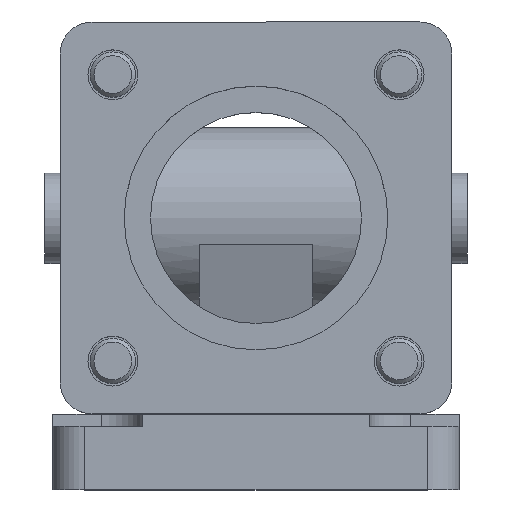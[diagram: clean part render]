
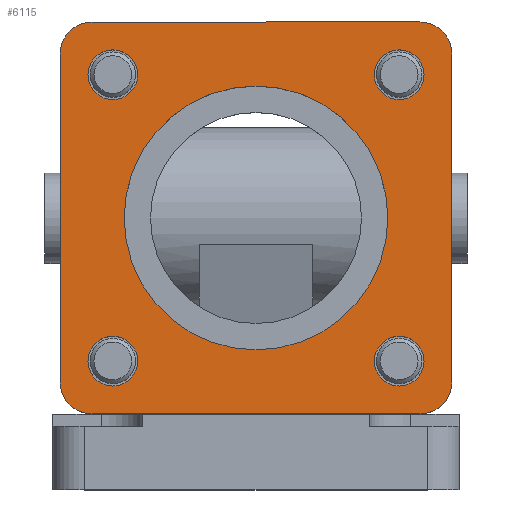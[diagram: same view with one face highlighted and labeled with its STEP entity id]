
A CAD part, top view. The second image highlights one B-rep face of the part: STEP entity #6115.
In plain terms, the highlighted face is planar.
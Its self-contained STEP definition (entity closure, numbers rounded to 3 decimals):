
#41 = CARTESIAN_POINT ( 'NONE',  ( 0., 19., -19. ) ) ;
#102 = CARTESIAN_POINT ( 'NONE',  ( 0., -26., 21.75 ) ) ;
#363 = PLANE ( 'NONE',  #6187 ) ;
#524 = VERTEX_POINT ( 'NONE', #102 ) ;
#537 = EDGE_CURVE ( 'NONE', #1068, #524, #5052, .T. ) ;
#585 = ORIENTED_EDGE ( 'NONE', *, *, #3183, .F. ) ;
#718 = AXIS2_PLACEMENT_3D ( 'NONE', #739, #6486, #1743 ) ;
#739 = CARTESIAN_POINT ( 'NONE',  ( 0., -21.75, 21.75 ) ) ;
#775 = DIRECTION ( 'NONE',  ( 0., 0., -1. ) ) ;
#789 = FACE_OUTER_BOUND ( 'NONE', #1702, .T. ) ;
#831 = ORIENTED_EDGE ( 'NONE', *, *, #2945, .T. ) ;
#846 = DIRECTION ( 'NONE',  ( 0., 0., -1. ) ) ;
#878 = EDGE_CURVE ( 'NONE', #524, #2590, #1416, .T. ) ;
#975 = LINE ( 'NONE', #2585, #3892 ) ;
#1033 = ORIENTED_EDGE ( 'NONE', *, *, #5283, .F. ) ;
#1055 = CARTESIAN_POINT ( 'NONE',  ( 0., -19., -22.3 ) ) ;
#1068 = VERTEX_POINT ( 'NONE', #3399 ) ;
#1123 = CARTESIAN_POINT ( 'NONE',  ( 0., -21.75, -26. ) ) ;
#1136 = DIRECTION ( 'NONE',  ( 0., 0., -1. ) ) ;
#1164 = CARTESIAN_POINT ( 'NONE',  ( 0., 21.75, -26. ) ) ;
#1202 = CARTESIAN_POINT ( 'NONE',  ( 0., 26., -21.75 ) ) ;
#1233 = CIRCLE ( 'NONE', #5681, 4.25 ) ;
#1374 = FACE_BOUND ( 'NONE', #6145, .T. ) ;
#1416 = LINE ( 'NONE', #6679, #4825 ) ;
#1665 = AXIS2_PLACEMENT_3D ( 'NONE', #41, #4284, #3675 ) ;
#1702 = EDGE_LOOP ( 'NONE', ( #6056, #3454, #5619, #4013, #5265, #831, #5824, #4338 ) ) ;
#1743 = DIRECTION ( 'NONE',  ( 0., 0., 1. ) ) ;
#1808 = DIRECTION ( 'NONE',  ( 1., 0., 0. ) ) ;
#1809 = EDGE_LOOP ( 'NONE', ( #3077 ) ) ;
#1816 = DIRECTION ( 'NONE',  ( 1., 0., 0. ) ) ;
#1858 = VERTEX_POINT ( 'NONE', #3972 ) ;
#1866 = CIRCLE ( 'NONE', #5760, 3.3 ) ;
#1878 = VERTEX_POINT ( 'NONE', #4214 ) ;
#1929 = CARTESIAN_POINT ( 'NONE',  ( 0., -19., 19. ) ) ;
#1965 = DIRECTION ( 'NONE',  ( 1., 0., 0. ) ) ;
#1971 = VERTEX_POINT ( 'NONE', #6736 ) ;
#2134 = DIRECTION ( 'NONE',  ( 0., -1., 0. ) ) ;
#2396 = LINE ( 'NONE', #3502, #4667 ) ;
#2492 = DIRECTION ( 'NONE',  ( 1., 0., 0. ) ) ;
#2522 = FACE_BOUND ( 'NONE', #4448, .T. ) ;
#2556 = DIRECTION ( 'NONE',  ( 1., 0., 0. ) ) ;
#2584 = AXIS2_PLACEMENT_3D ( 'NONE', #1929, #1965, #3966 ) ;
#2585 = CARTESIAN_POINT ( 'NONE',  ( 0., -21.75, -26. ) ) ;
#2590 = VERTEX_POINT ( 'NONE', #4188 ) ;
#2617 = VERTEX_POINT ( 'NONE', #1202 ) ;
#2639 = CARTESIAN_POINT ( 'NONE',  ( 0., -19., -19. ) ) ;
#2660 = CARTESIAN_POINT ( 'NONE',  ( 0., -21.75, -21.75 ) ) ;
#2665 = DIRECTION ( 'NONE',  ( 0., 0., 1. ) ) ;
#2892 = VERTEX_POINT ( 'NONE', #1123 ) ;
#2921 = DIRECTION ( 'NONE',  ( 1., 0., 0. ) ) ;
#2945 = EDGE_CURVE ( 'NONE', #5714, #2617, #6082, .T. ) ;
#2989 = DIRECTION ( 'NONE',  ( 0., 0., -1. ) ) ;
#3077 = ORIENTED_EDGE ( 'NONE', *, *, #6799, .F. ) ;
#3177 = CARTESIAN_POINT ( 'NONE',  ( 0., 19., 19. ) ) ;
#3183 = EDGE_CURVE ( 'NONE', #4574, #4574, #1866, .T. ) ;
#3218 = VERTEX_POINT ( 'NONE', #1055 ) ;
#3399 = CARTESIAN_POINT ( 'NONE',  ( 0., -21.75, 26. ) ) ;
#3431 = FACE_BOUND ( 'NONE', #6310, .T. ) ;
#3454 = ORIENTED_EDGE ( 'NONE', *, *, #537, .T. ) ;
#3502 = CARTESIAN_POINT ( 'NONE',  ( 0., 21.75, 26. ) ) ;
#3525 = FACE_BOUND ( 'NONE', #1809, .T. ) ;
#3629 = LINE ( 'NONE', #3663, #4083 ) ;
#3663 = CARTESIAN_POINT ( 'NONE',  ( 0., 26., -21.75 ) ) ;
#3675 = DIRECTION ( 'NONE',  ( 0., 0., -1. ) ) ;
#3684 = DIRECTION ( 'NONE',  ( 0., 1., 0. ) ) ;
#3697 = VERTEX_POINT ( 'NONE', #4171 ) ;
#3744 = DIRECTION ( 'NONE',  ( 0., 0., -1. ) ) ;
#3850 = CARTESIAN_POINT ( 'NONE',  ( 0., 21.75, 26. ) ) ;
#3865 = AXIS2_PLACEMENT_3D ( 'NONE', #6377, #6442, #3744 ) ;
#3892 = VECTOR ( 'NONE', #3684, 1000. ) ;
#3940 = AXIS2_PLACEMENT_3D ( 'NONE', #5485, #2921, #5856 ) ;
#3966 = DIRECTION ( 'NONE',  ( 0., 0., -1. ) ) ;
#3972 = CARTESIAN_POINT ( 'NONE',  ( 0., 19., -22.3 ) ) ;
#4013 = ORIENTED_EDGE ( 'NONE', *, *, #4176, .T. ) ;
#4072 = EDGE_CURVE ( 'NONE', #1971, #1971, #5800, .T. ) ;
#4083 = VECTOR ( 'NONE', #2665, 1000. ) ;
#4171 = CARTESIAN_POINT ( 'NONE',  ( 0., 0., -17.5 ) ) ;
#4176 = EDGE_CURVE ( 'NONE', #2590, #2892, #1233, .T. ) ;
#4188 = CARTESIAN_POINT ( 'NONE',  ( 0., -26., -21.75 ) ) ;
#4214 = CARTESIAN_POINT ( 'NONE',  ( 0., 26., 21.75 ) ) ;
#4284 = DIRECTION ( 'NONE',  ( 1., 0., 0. ) ) ;
#4338 = ORIENTED_EDGE ( 'NONE', *, *, #6676, .T. ) ;
#4399 = DIRECTION ( 'NONE',  ( 0., 0., -1. ) ) ;
#4436 = EDGE_CURVE ( 'NONE', #2892, #5714, #975, .T. ) ;
#4448 = EDGE_LOOP ( 'NONE', ( #1033 ) ) ;
#4574 = VERTEX_POINT ( 'NONE', #5647 ) ;
#4667 = VECTOR ( 'NONE', #6537, 1000. ) ;
#4693 = EDGE_CURVE ( 'NONE', #1858, #1858, #5231, .T. ) ;
#4780 = DIRECTION ( 'NONE',  ( 1., 0., 0. ) ) ;
#4825 = VECTOR ( 'NONE', #2989, 1000. ) ;
#4968 = ORIENTED_EDGE ( 'NONE', *, *, #4072, .F. ) ;
#4971 = VERTEX_POINT ( 'NONE', #3850 ) ;
#5039 = EDGE_LOOP ( 'NONE', ( #5186 ) ) ;
#5052 = CIRCLE ( 'NONE', #718, 4.25 ) ;
#5186 = ORIENTED_EDGE ( 'NONE', *, *, #4693, .F. ) ;
#5231 = CIRCLE ( 'NONE', #1665, 3.3 ) ;
#5265 = ORIENTED_EDGE ( 'NONE', *, *, #4436, .T. ) ;
#5283 = EDGE_CURVE ( 'NONE', #3697, #3697, #6848, .T. ) ;
#5485 = CARTESIAN_POINT ( 'NONE',  ( 0., 21.75, 21.75 ) ) ;
#5506 = CIRCLE ( 'NONE', #3940, 4.25 ) ;
#5599 = EDGE_CURVE ( 'NONE', #4971, #1068, #2396, .T. ) ;
#5612 = CARTESIAN_POINT ( 'NONE',  ( 0., -21.75, 21.75 ) ) ;
#5619 = ORIENTED_EDGE ( 'NONE', *, *, #878, .T. ) ;
#5644 = AXIS2_PLACEMENT_3D ( 'NONE', #6618, #1816, #775 ) ;
#5647 = CARTESIAN_POINT ( 'NONE',  ( 0., 19., 15.7 ) ) ;
#5681 = AXIS2_PLACEMENT_3D ( 'NONE', #2660, #2556, #2134 ) ;
#5714 = VERTEX_POINT ( 'NONE', #1164 ) ;
#5760 = AXIS2_PLACEMENT_3D ( 'NONE', #3177, #1808, #4399 ) ;
#5800 = CIRCLE ( 'NONE', #2584, 3.3 ) ;
#5824 = ORIENTED_EDGE ( 'NONE', *, *, #6164, .T. ) ;
#5856 = DIRECTION ( 'NONE',  ( 0., 1., 0. ) ) ;
#5952 = CIRCLE ( 'NONE', #6478, 3.3 ) ;
#6056 = ORIENTED_EDGE ( 'NONE', *, *, #5599, .T. ) ;
#6082 = CIRCLE ( 'NONE', #5644, 4.25 ) ;
#6115 = ADVANCED_FACE ( 'NONE', ( #2522, #3431, #1374, #3525, #6127, #789 ), #363, .T. ) ;
#6127 = FACE_BOUND ( 'NONE', #5039, .T. ) ;
#6145 = EDGE_LOOP ( 'NONE', ( #4968 ) ) ;
#6164 = EDGE_CURVE ( 'NONE', #2617, #1878, #3629, .T. ) ;
#6187 = AXIS2_PLACEMENT_3D ( 'NONE', #5612, #2492, #846 ) ;
#6310 = EDGE_LOOP ( 'NONE', ( #585 ) ) ;
#6377 = CARTESIAN_POINT ( 'NONE',  ( 0., 0., 0. ) ) ;
#6442 = DIRECTION ( 'NONE',  ( 1., 0., 0. ) ) ;
#6478 = AXIS2_PLACEMENT_3D ( 'NONE', #2639, #4780, #1136 ) ;
#6486 = DIRECTION ( 'NONE',  ( 1., 0., 0. ) ) ;
#6537 = DIRECTION ( 'NONE',  ( 0., -1., 0. ) ) ;
#6618 = CARTESIAN_POINT ( 'NONE',  ( 0., 21.75, -21.75 ) ) ;
#6676 = EDGE_CURVE ( 'NONE', #1878, #4971, #5506, .T. ) ;
#6679 = CARTESIAN_POINT ( 'NONE',  ( 0., -26., 21.75 ) ) ;
#6736 = CARTESIAN_POINT ( 'NONE',  ( 0., -19., 15.7 ) ) ;
#6799 = EDGE_CURVE ( 'NONE', #3218, #3218, #5952, .T. ) ;
#6848 = CIRCLE ( 'NONE', #3865, 17.5 ) ;
